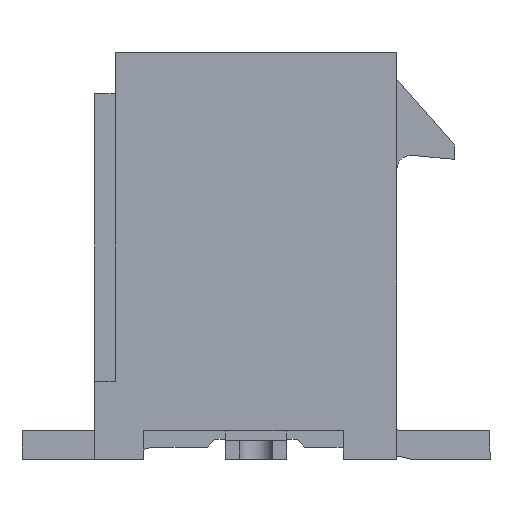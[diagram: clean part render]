
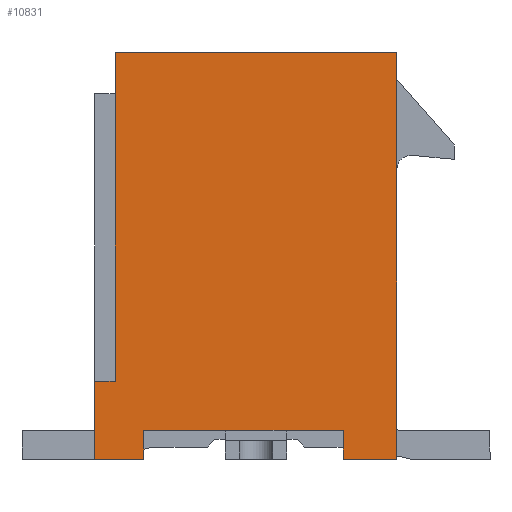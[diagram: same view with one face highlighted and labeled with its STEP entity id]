
A CAD part, left-side view. The second image highlights one B-rep face of the part: STEP entity #10831.
In plain terms, the highlighted face is planar.
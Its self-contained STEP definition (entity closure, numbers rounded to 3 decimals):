
#2566=ORIENTED_EDGE('',*,*,#4487,.F.);
#2567=ORIENTED_EDGE('',*,*,#4632,.F.);
#2568=ORIENTED_EDGE('',*,*,#4633,.F.);
#2569=ORIENTED_EDGE('',*,*,#4634,.F.);
#2570=ORIENTED_EDGE('',*,*,#4619,.F.);
#2571=ORIENTED_EDGE('',*,*,#4635,.T.);
#2572=ORIENTED_EDGE('',*,*,#4636,.T.);
#2573=ORIENTED_EDGE('',*,*,#4607,.T.);
#2574=ORIENTED_EDGE('',*,*,#4630,.T.);
#2575=ORIENTED_EDGE('',*,*,#4637,.F.);
#4487=EDGE_CURVE('',#5609,#5606,#6985,.T.);
#4607=EDGE_CURVE('',#5703,#5702,#7103,.T.);
#4619=EDGE_CURVE('',#5708,#5709,#7115,.T.);
#4630=EDGE_CURVE('',#5702,#5716,#7126,.T.);
#4632=EDGE_CURVE('',#5717,#5609,#7128,.T.);
#4633=EDGE_CURVE('',#5718,#5717,#7129,.T.);
#4634=EDGE_CURVE('',#5709,#5718,#7130,.T.);
#4635=EDGE_CURVE('',#5708,#5719,#7131,.T.);
#4636=EDGE_CURVE('',#5719,#5703,#7132,.T.);
#4637=EDGE_CURVE('',#5606,#5716,#7133,.T.);
#5606=VERTEX_POINT('',#16931);
#5609=VERTEX_POINT('',#16938);
#5702=VERTEX_POINT('',#17189);
#5703=VERTEX_POINT('',#17191);
#5708=VERTEX_POINT('',#17211);
#5709=VERTEX_POINT('',#17213);
#5716=VERTEX_POINT('',#17234);
#5717=VERTEX_POINT('',#17238);
#5718=VERTEX_POINT('',#17240);
#5719=VERTEX_POINT('',#17243);
#6985=LINE('',#16939,#8469);
#7103=LINE('',#17190,#8587);
#7115=LINE('',#17212,#8599);
#7126=LINE('',#17233,#8610);
#7128=LINE('',#17237,#8612);
#7129=LINE('',#17239,#8613);
#7130=LINE('',#17241,#8614);
#7131=LINE('',#17242,#8615);
#7132=LINE('',#17244,#8616);
#7133=LINE('',#17245,#8617);
#8469=VECTOR('',#13844,1000.);
#8587=VECTOR('',#14042,1000.);
#8599=VECTOR('',#14062,1000.);
#8610=VECTOR('',#14079,1000.);
#8612=VECTOR('',#14083,1000.);
#8613=VECTOR('',#14084,1000.);
#8614=VECTOR('',#14085,1000.);
#8615=VECTOR('',#14086,1000.);
#8616=VECTOR('',#14087,1000.);
#8617=VECTOR('',#14088,1000.);
#9174=EDGE_LOOP('',(#2566,#2567,#2568,#2569,#2570,#2571,#2572,#2573,#2574,
#2575));
#9744=FACE_BOUND('',#9174,.T.);
#10286=PLANE('',#11554);
#10831=ADVANCED_FACE('',(#9744),#10286,.T.);
#11554=AXIS2_PLACEMENT_3D('',#17236,#14081,#14082);
#13844=DIRECTION('',(0.,1.,0.));
#14042=DIRECTION('',(0.,0.,-1.));
#14062=DIRECTION('',(0.,1.,0.));
#14079=DIRECTION('',(0.,1.,0.));
#14081=DIRECTION('',(1.,0.,0.));
#14082=DIRECTION('',(0.,0.,-1.));
#14083=DIRECTION('',(0.,0.,-1.));
#14084=DIRECTION('',(0.,-1.,0.));
#14085=DIRECTION('',(0.,0.,-1.));
#14086=DIRECTION('',(0.,0.,-1.));
#14087=DIRECTION('',(0.,1.,0.));
#14088=DIRECTION('',(0.,0.,-1.));
#16931=CARTESIAN_POINT('',(9.35,4.95,-2.48));
#16938=CARTESIAN_POINT('',(9.35,4.25,-2.48));
#16939=CARTESIAN_POINT('',(9.35,-4.95,-2.48));
#17189=CARTESIAN_POINT('',(9.35,3.05,-3.68));
#17190=CARTESIAN_POINT('',(9.35,3.05,-3.18));
#17191=CARTESIAN_POINT('',(9.35,3.05,-3.18));
#17211=CARTESIAN_POINT('',(9.35,-4.95,3.68));
#17212=CARTESIAN_POINT('',(9.35,-4.95,3.68));
#17213=CARTESIAN_POINT('',(9.35,4.95,3.68));
#17233=CARTESIAN_POINT('',(9.35,-4.95,-3.68));
#17234=CARTESIAN_POINT('',(9.35,4.95,-3.68));
#17236=CARTESIAN_POINT('',(9.35,-4.95,3.68));
#17237=CARTESIAN_POINT('',(9.35,4.25,3.68));
#17238=CARTESIAN_POINT('',(9.35,4.25,2.37));
#17239=CARTESIAN_POINT('',(9.35,-4.95,2.37));
#17240=CARTESIAN_POINT('',(9.35,4.95,2.37));
#17241=CARTESIAN_POINT('',(9.35,4.95,3.68));
#17242=CARTESIAN_POINT('',(9.35,-4.95,3.68));
#17243=CARTESIAN_POINT('',(9.35,-4.95,-3.18));
#17244=CARTESIAN_POINT('',(9.35,3.05,-3.18));
#17245=CARTESIAN_POINT('',(9.35,4.95,3.68));
